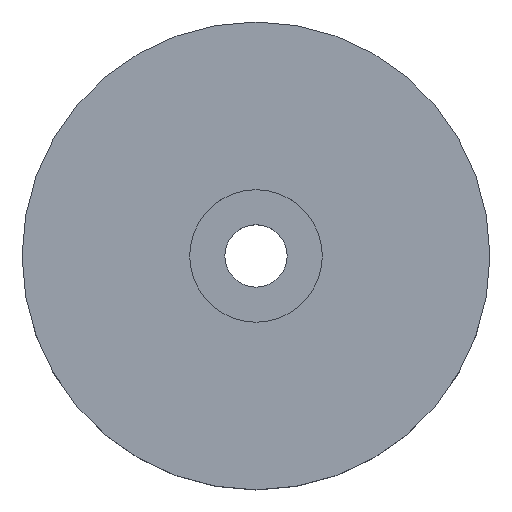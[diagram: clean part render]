
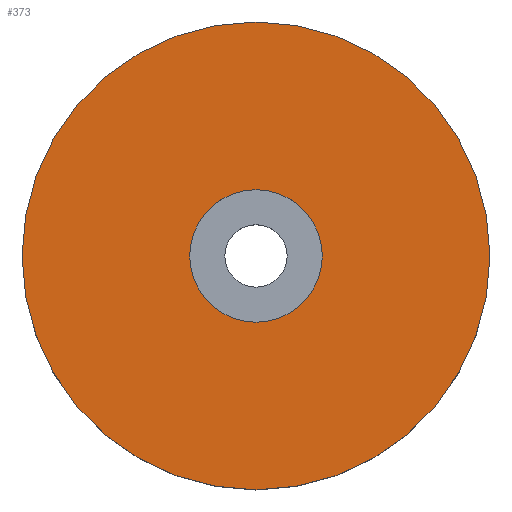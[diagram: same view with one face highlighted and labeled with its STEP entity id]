
A CAD part, top view. The second image highlights one B-rep face of the part: STEP entity #373.
In plain terms, the highlighted planar face has unit normal (0, 0, 1).
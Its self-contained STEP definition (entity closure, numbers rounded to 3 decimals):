
#16 = EDGE_CURVE ( 'NONE', #365, #365, #295, .T. ) ;
#37 = PLANE ( 'NONE',  #636 ) ;
#41 = FACE_OUTER_BOUND ( 'NONE', #349, .T. ) ;
#54 = CARTESIAN_POINT ( 'NONE',  ( 30., 0., 6.5 ) ) ;
#92 = CIRCLE ( 'NONE', #428, 8.5 ) ;
#119 = VERTEX_POINT ( 'NONE', #537 ) ;
#138 = EDGE_CURVE ( 'NONE', #119, #119, #92, .T. ) ;
#183 = DIRECTION ( 'NONE',  ( 1., 0., 0. ) ) ;
#185 = DIRECTION ( 'NONE',  ( 0., 0., 1. ) ) ;
#232 = CARTESIAN_POINT ( 'NONE',  ( 0., 0., 6.5 ) ) ;
#294 = DIRECTION ( 'NONE',  ( -1., 0., 0. ) ) ;
#295 = CIRCLE ( 'NONE', #613, 30. ) ;
#300 = DIRECTION ( 'NONE',  ( 1., 0., 0. ) ) ;
#349 = EDGE_LOOP ( 'NONE', ( #545 ) ) ;
#364 = CARTESIAN_POINT ( 'NONE',  ( 0., 0., 6.5 ) ) ;
#365 = VERTEX_POINT ( 'NONE', #54 ) ;
#373 = ADVANCED_FACE ( 'NONE', ( #498, #41 ), #37, .F. ) ;
#397 = EDGE_LOOP ( 'NONE', ( #529 ) ) ;
#428 = AXIS2_PLACEMENT_3D ( 'NONE', #364, #461, #300 ) ;
#461 = DIRECTION ( 'NONE',  ( 0., 0., 1. ) ) ;
#498 = FACE_BOUND ( 'NONE', #397, .T. ) ;
#506 = DIRECTION ( 'NONE',  ( 0., 0., -1. ) ) ;
#529 = ORIENTED_EDGE ( 'NONE', *, *, #138, .F. ) ;
#537 = CARTESIAN_POINT ( 'NONE',  ( 8.5, 0., 6.5 ) ) ;
#545 = ORIENTED_EDGE ( 'NONE', *, *, #16, .T. ) ;
#613 = AXIS2_PLACEMENT_3D ( 'NONE', #232, #185, #183 ) ;
#636 = AXIS2_PLACEMENT_3D ( 'NONE', #671, #506, #294 ) ;
#671 = CARTESIAN_POINT ( 'NONE',  ( 0., 11., 6.5 ) ) ;
